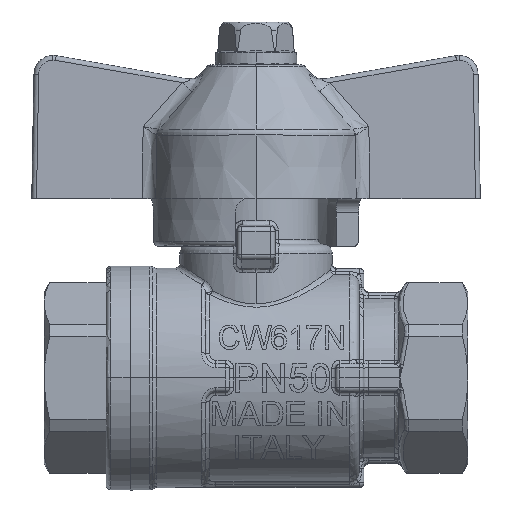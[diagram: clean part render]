
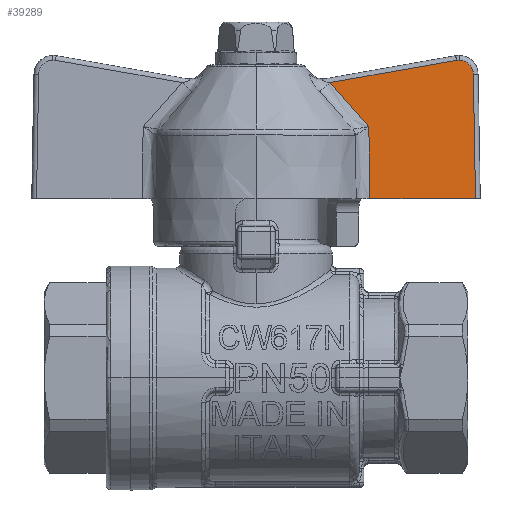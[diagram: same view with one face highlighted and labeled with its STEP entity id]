
A CAD part, top view. The second image highlights one B-rep face of the part: STEP entity #39289.
In plain terms, the highlighted planar face has unit normal (0, 0.018, 1).
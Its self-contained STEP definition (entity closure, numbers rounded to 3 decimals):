
#225 = B_SPLINE_CURVE_WITH_KNOTS ( 'NONE', 3,
 ( #2227, #34270, #5506, #27920 ),
 .UNSPECIFIED., .F., .F.,
 ( 4, 4 ),
 ( 0., 1. ),
 .UNSPECIFIED. ) ;
#419 = B_SPLINE_CURVE_WITH_KNOTS ( 'NONE', 3,
 ( #27901, #37257, #11023, #36973, #20789, #24065, #27336, #4796, #7914, #1792, #27479, #8059, #30734, #11308 ),
 .UNSPECIFIED., .F., .F.,
 ( 4, 1, 1, 1, 1, 1, 1, 2, 2, 4 ),
 ( 0., 0.25, 0.375, 0.438, 0.469, 0.484, 0.492, 0.496, 0.5, 1. ),
 .UNSPECIFIED. ) ;
#714 = EDGE_CURVE ( 'NONE', #8804, #30988, #39089, .T. ) ;
#930 = CARTESIAN_POINT ( 'NONE',  ( 21.867, 33.186, 1.999 ) ) ;
#1001 = CARTESIAN_POINT ( 'NONE',  ( 11.892, 21.31, 2.206 ) ) ;
#1198 = ORIENTED_EDGE ( 'NONE', *, *, #17872, .F. ) ;
#1792 = CARTESIAN_POINT ( 'NONE',  ( 9.779, 28.662, 2.078 ) ) ;
#2107 = VERTEX_POINT ( 'NONE', #2230 ) ;
#2227 = CARTESIAN_POINT ( 'NONE',  ( 21.012, 33.286, 1.997 ) ) ;
#2230 = CARTESIAN_POINT ( 'NONE',  ( 21.012, 33.286, 1.997 ) ) ;
#3170 = CARTESIAN_POINT ( 'NONE',  ( 22.773, 31.835, 2.022 ) ) ;
#3927 = DIRECTION ( 'NONE',  ( 1., 0., 0. ) ) ;
#4032 = EDGE_CURVE ( 'NONE', #10850, #34980, #419, .T. ) ;
#4796 = CARTESIAN_POINT ( 'NONE',  ( 9.751, 28.695, 2.077 ) ) ;
#5506 = CARTESIAN_POINT ( 'NONE',  ( 12.155, 31.724, 2.024 ) ) ;
#6000 = CARTESIAN_POINT ( 'NONE',  ( 21.098, 33.301, 1.997 ) ) ;
#6046 = ORIENTED_EDGE ( 'NONE', *, *, #4032, .T. ) ;
#6273 = CARTESIAN_POINT ( 'NONE',  ( 21.185, 33.309, 1.997 ) ) ;
#6924 = CARTESIAN_POINT ( 'NONE',  ( 21.913, 33.165, 1.999 ) ) ;
#7065 = CARTESIAN_POINT ( 'NONE',  ( 21.644, 33.274, 1.997 ) ) ;
#7202 = CARTESIAN_POINT ( 'NONE',  ( 22.677, 32.336, 2.014 ) ) ;
#7476 = CARTESIAN_POINT ( 'NONE',  ( 21.462, 33.309, 1.997 ) ) ;
#7914 = CARTESIAN_POINT ( 'NONE',  ( 9.768, 28.675, 2.078 ) ) ;
#8059 = CARTESIAN_POINT ( 'NONE',  ( 10.376, 27.99, 2.09 ) ) ;
#8804 = VERTEX_POINT ( 'NONE', #3170 ) ;
#8940 = VERTEX_POINT ( 'NONE', #20876 ) ;
#9922 = EDGE_CURVE ( 'NONE', #8940, #8804, #35764, .T. ) ;
#10116 = EDGE_CURVE ( 'NONE', #34980, #28117, #19465, .T. ) ;
#10844 = ORIENTED_EDGE ( 'NONE', *, *, #10116, .T. ) ;
#10850 = VERTEX_POINT ( 'NONE', #25575 ) ;
#11023 = CARTESIAN_POINT ( 'NONE',  ( 8.546, 30.044, 2.054 ) ) ;
#11308 = CARTESIAN_POINT ( 'NONE',  ( 11.827, 26.331, 2.119 ) ) ;
#12643 = CARTESIAN_POINT ( 'NONE',  ( 22.924, 23.145, 2.174 ) ) ;
#13149 = CARTESIAN_POINT ( 'NONE',  ( 22.771, 31.929, 2.021 ) ) ;
#14415 = CARTESIAN_POINT ( 'NONE',  ( 15.616, 18.8, 2.25 ) ) ;
#16670 = CARTESIAN_POINT ( 'NONE',  ( 21.842, 33.197, 1.999 ) ) ;
#17024 = CARTESIAN_POINT ( 'NONE',  ( 11.924, 18.8, 2.25 ) ) ;
#17872 = EDGE_CURVE ( 'NONE', #8940, #28117, #23890, .T. ) ;
#18885 = CARTESIAN_POINT ( 'NONE',  ( 22.773, 31.835, 2.022 ) ) ;
#19465 = B_SPLINE_CURVE_WITH_KNOTS ( 'NONE', 3,
 ( #33049, #20416, #1001, #17024 ),
 .UNSPECIFIED., .F., .F.,
 ( 4, 4 ),
 ( 0., 1. ),
 .UNSPECIFIED. ) ;
#19587 = CARTESIAN_POINT ( 'NONE',  ( 21.012, 33.286, 1.997 ) ) ;
#19941 = CARTESIAN_POINT ( 'NONE',  ( 22.582, 32.569, 2.01 ) ) ;
#20416 = CARTESIAN_POINT ( 'NONE',  ( 11.86, 23.821, 2.162 ) ) ;
#20775 = CARTESIAN_POINT ( 'NONE',  ( 19.308, 18.8, 2.25 ) ) ;
#20789 = CARTESIAN_POINT ( 'NONE',  ( 9.472, 29.008, 2.072 ) ) ;
#20876 = CARTESIAN_POINT ( 'NONE',  ( 23., 18.8, 2.25 ) ) ;
#21659 = ORIENTED_EDGE ( 'NONE', *, *, #23832, .T. ) ;
#22424 = CARTESIAN_POINT ( 'NONE',  ( 21.273, 33.309, 1.997 ) ) ;
#22490 = CARTESIAN_POINT ( 'NONE',  ( 22.773, 31.835, 2.022 ) ) ;
#22608 = CARTESIAN_POINT ( 'NONE',  ( 11.924, 18.8, 2.25 ) ) ;
#22922 = CARTESIAN_POINT ( 'NONE',  ( 22.693, 32.292, 2.014 ) ) ;
#23200 = CARTESIAN_POINT ( 'NONE',  ( 22.251, 32.95, 2.003 ) ) ;
#23273 = EDGE_CURVE ( 'NONE', #2107, #10850, #225, .T. ) ;
#23832 = EDGE_CURVE ( 'NONE', #30988, #2107, #41060, .T. ) ;
#23890 = B_SPLINE_CURVE_WITH_KNOTS ( 'NONE', 3,
 ( #33811, #20775, #14415, #37242 ),
 .UNSPECIFIED., .F., .F.,
 ( 4, 4 ),
 ( 0., 1. ),
 .UNSPECIFIED. ) ;
#24065 = CARTESIAN_POINT ( 'NONE',  ( 9.631, 28.83, 2.075 ) ) ;
#25048 = CARTESIAN_POINT ( 'NONE',  ( 11.827, 26.331, 2.119 ) ) ;
#25575 = CARTESIAN_POINT ( 'NONE',  ( 7.727, 30.943, 2.038 ) ) ;
#25748 = CARTESIAN_POINT ( 'NONE',  ( -23.5, 18.8, 2.25 ) ) ;
#25784 = ORIENTED_EDGE ( 'NONE', *, *, #9922, .T. ) ;
#26155 = AXIS2_PLACEMENT_3D ( 'NONE', #25748, #39785, #3927 ) ;
#26184 = CARTESIAN_POINT ( 'NONE',  ( 22.715, 32.225, 2.016 ) ) ;
#27336 = CARTESIAN_POINT ( 'NONE',  ( 9.71, 28.74, 2.076 ) ) ;
#27479 = CARTESIAN_POINT ( 'NONE',  ( 9.786, 28.655, 2.078 ) ) ;
#27901 = CARTESIAN_POINT ( 'NONE',  ( 7.727, 30.943, 2.038 ) ) ;
#27920 = CARTESIAN_POINT ( 'NONE',  ( 7.727, 30.943, 2.038 ) ) ;
#28117 = VERTEX_POINT ( 'NONE', #22608 ) ;
#28804 = CARTESIAN_POINT ( 'NONE',  ( 22.848, 27.49, 2.098 ) ) ;
#29525 = CARTESIAN_POINT ( 'NONE',  ( 21.273, 33.309, 1.997 ) ) ;
#30734 = CARTESIAN_POINT ( 'NONE',  ( 11.055, 27.217, 2.103 ) ) ;
#30988 = VERTEX_POINT ( 'NONE', #29525 ) ;
#32680 = PLANE ( 'NONE',  #26155 ) ;
#33049 = CARTESIAN_POINT ( 'NONE',  ( 11.827, 26.331, 2.119 ) ) ;
#33811 = CARTESIAN_POINT ( 'NONE',  ( 23., 18.8, 2.25 ) ) ;
#34270 = CARTESIAN_POINT ( 'NONE',  ( 16.584, 32.505, 2.011 ) ) ;
#34495 = CARTESIAN_POINT ( 'NONE',  ( 23., 18.8, 2.25 ) ) ;
#34980 = VERTEX_POINT ( 'NONE', #25048 ) ;
#35764 = B_SPLINE_CURVE_WITH_KNOTS ( 'NONE', 3,
 ( #34495, #12643, #28804, #18885 ),
 .UNSPECIFIED., .F., .F.,
 ( 4, 4 ),
 ( 0., 1. ),
 .UNSPECIFIED. ) ;
#35813 = CARTESIAN_POINT ( 'NONE',  ( 22.756, 32.068, 2.018 ) ) ;
#35830 = FACE_OUTER_BOUND ( 'NONE', #36088, .T. ) ;
#36088 = EDGE_LOOP ( 'NONE', ( #38865, #21659, #41332, #6046, #10844, #1198, #25784 ) ) ;
#36239 = CARTESIAN_POINT ( 'NONE',  ( 21.273, 33.309, 1.997 ) ) ;
#36667 = CARTESIAN_POINT ( 'NONE',  ( 21.982, 33.133, 2. ) ) ;
#36973 = CARTESIAN_POINT ( 'NONE',  ( 9.158, 29.361, 2.066 ) ) ;
#37242 = CARTESIAN_POINT ( 'NONE',  ( 11.924, 18.8, 2.25 ) ) ;
#37257 = CARTESIAN_POINT ( 'NONE',  ( 8.047, 30.593, 2.044 ) ) ;
#38865 = ORIENTED_EDGE ( 'NONE', *, *, #714, .T. ) ;
#39089 = B_SPLINE_CURVE_WITH_KNOTS ( 'NONE', 3,
 ( #22490, #13149, #35813, #26184, #22922, #7202, #39930, #19941, #39790, #23200, #39522, #36667, #6924, #930, #16670, #7065, #7476, #36239 ),
 .UNSPECIFIED., .F., .F.,
 ( 4, 1, 1, 2, 2, 2, 1, 1, 2, 2, 4 ),
 ( 0., 0.125, 0.187, 0.219, 0.25, 0.5, 0.625, 0.687, 0.719, 0.75, 1. ),
 .UNSPECIFIED. ) ;
#39289 = ADVANCED_FACE ( 'NONE', ( #35830 ), #32680, .T. ) ;
#39522 = CARTESIAN_POINT ( 'NONE',  ( 22.134, 33.045, 2.001 ) ) ;
#39785 = DIRECTION ( 'NONE',  ( 0., 0.017, 1. ) ) ;
#39790 = CARTESIAN_POINT ( 'NONE',  ( 22.47, 32.735, 2.007 ) ) ;
#39930 = CARTESIAN_POINT ( 'NONE',  ( 22.67, 32.356, 2.013 ) ) ;
#41060 = B_SPLINE_CURVE_WITH_KNOTS ( 'NONE', 3,
 ( #22424, #6273, #6000, #19587 ),
 .UNSPECIFIED., .F., .F.,
 ( 4, 4 ),
 ( 0., 1. ),
 .UNSPECIFIED. ) ;
#41332 = ORIENTED_EDGE ( 'NONE', *, *, #23273, .T. ) ;
